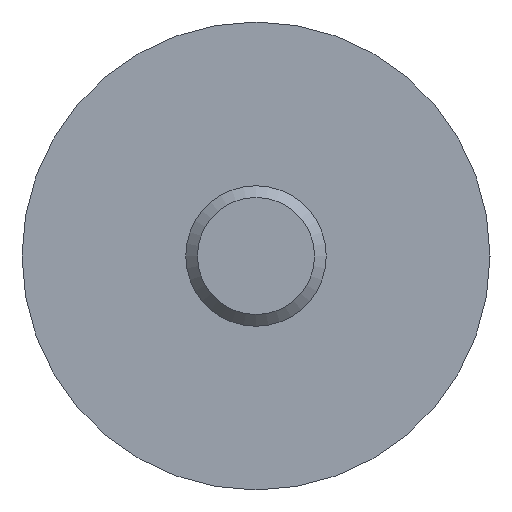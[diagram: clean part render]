
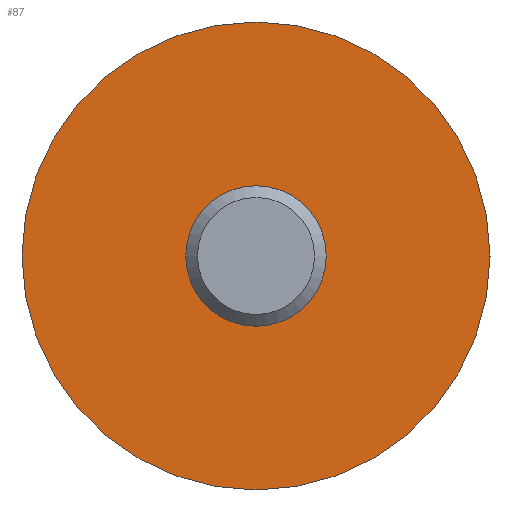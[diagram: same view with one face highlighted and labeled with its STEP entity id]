
A CAD part, left-side view. The second image highlights one B-rep face of the part: STEP entity #87.
In plain terms, the highlighted planar face has unit normal (-1, 0, 0).
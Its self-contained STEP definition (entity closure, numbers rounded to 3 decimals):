
#14=FACE_BOUND('',#35,.T.);
#22=PLANE('',#119);
#28=FACE_OUTER_BOUND('',#34,.T.);
#34=EDGE_LOOP('',(#79));
#35=EDGE_LOOP('',(#80));
#45=CIRCLE('',#114,3.);
#47=CIRCLE('',#117,10.);
#51=VERTEX_POINT('',#160);
#53=VERTEX_POINT('',#166);
#58=EDGE_CURVE('',#51,#51,#45,.T.);
#62=EDGE_CURVE('',#53,#53,#47,.T.);
#79=ORIENTED_EDGE('',*,*,#62,.F.);
#80=ORIENTED_EDGE('',*,*,#58,.T.);
#87=ADVANCED_FACE('',(#28,#14),#22,.T.);
#114=AXIS2_PLACEMENT_3D('',#161,#135,#136);
#117=AXIS2_PLACEMENT_3D('',#168,#143,#144);
#119=AXIS2_PLACEMENT_3D('',#170,#147,#148);
#135=DIRECTION('center_axis',(1.,0.,0.));
#136=DIRECTION('ref_axis',(0.,0.,-1.));
#143=DIRECTION('center_axis',(1.,0.,0.));
#144=DIRECTION('ref_axis',(0.,0.,-1.));
#147=DIRECTION('center_axis',(-1.,0.,0.));
#148=DIRECTION('ref_axis',(0.,0.,1.));
#160=CARTESIAN_POINT('',(0.,-3.,0.));
#161=CARTESIAN_POINT('Origin',(0.,0.,
0.));
#166=CARTESIAN_POINT('',(0.,-10.,0.));
#168=CARTESIAN_POINT('Origin',(0.,0.,
0.));
#170=CARTESIAN_POINT('Origin',(0.,10.,0.));
